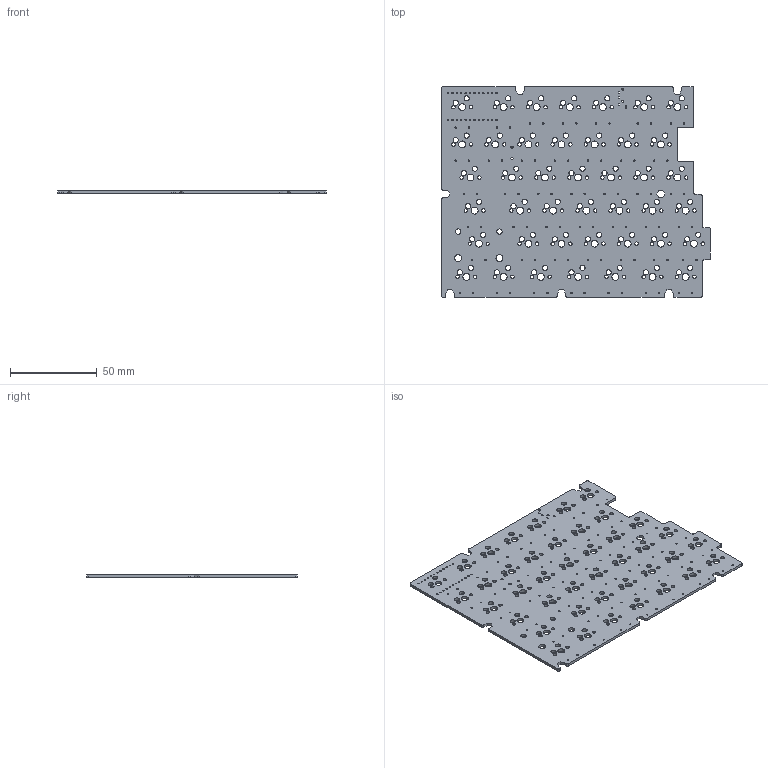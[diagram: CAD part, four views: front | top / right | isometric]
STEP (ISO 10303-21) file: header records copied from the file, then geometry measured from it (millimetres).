
FILE_DESCRIPTION(('KiCad electronic assembly'),'2;1');
FILE_NAME('Earth95S_left_assemble.step','2024-08-21T16:02:29',('Pcbnew') ,('Kicad'),'Open CASCADE STEP processor 7.8','KiCad to STEP converter' ,'Unknown');
FILE_SCHEMA(('AUTOMOTIVE_DESIGN { 1 0 10303 214 1 1 1 1 }'));
Length unit declared in the file: millimetre
Products named in the file (2): Earth95S_left_assemble 1; Earth95S_left_assemble_PCB
Assembly tree (1 placements, depth 2):
  Earth95S_left_assemble 1
    Earth95S_left_assemble_PCB
Bounding box: 154.78 x 121.44 x 1.6 mm (x, y, z)
Volume: 25929 mm3; surface area: 36916.4 mm2
Topology: 1 solids, 1 shells, 425 faces, 1269 edges, 846 vertices
Faces by surface type: cylinder 360, plane 65
Full cylindrical faces by diameter (mm): 0.813 x108, 1.2 x2, 1.3 x2, 1.8 x2, 2 x82, 3 x84, 3.05 x2, 4 x44
Entity records: 16064 total; most frequent: DIRECTION 2843, CARTESIAN_POINT 2542, ORIENTED_EDGE 2538, EDGE_CURVE 1269, AXIS2_PLACEMENT_3D 1147, FACE_BOUND 1087, EDGE_LOOP 1087, VERTEX_POINT 846
